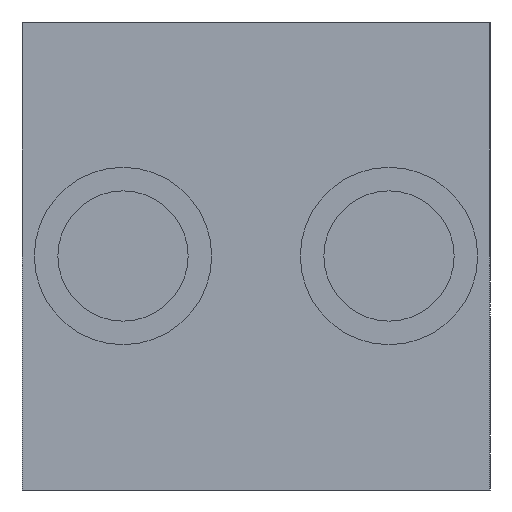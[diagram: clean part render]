
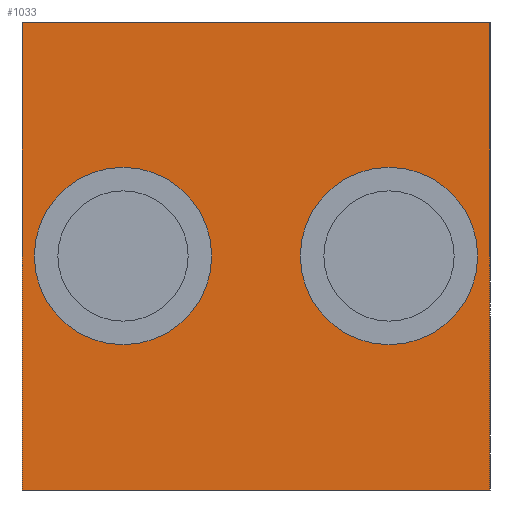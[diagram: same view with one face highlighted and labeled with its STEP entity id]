
A CAD part, left-side view. The second image highlights one B-rep face of the part: STEP entity #1033.
In plain terms, the highlighted planar face has unit normal (-1, 0, 0).
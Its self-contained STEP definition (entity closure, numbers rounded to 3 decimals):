
#1033 = ADVANCED_FACE( '', ( #2852, #2853, #2854 ), #2855, .F. );
#1167 = VERTEX_POINT( '', #3004 );
#1245 = VERTEX_POINT( '', #3090 );
#1263 = VERTEX_POINT( '', #3108 );
#1293 = VERTEX_POINT( '', #3140 );
#1573 = EDGE_CURVE( '', #1293, #1245, #3451, .T. );
#1661 = EDGE_CURVE( '', #1263, #1245, #3546, .T. );
#1687 = VERTEX_POINT( '', #3574 );
#1865 = EDGE_CURVE( '', #1167, #2569, #3777, .T. );
#1903 = VERTEX_POINT( '', #3820 );
#1909 = EDGE_CURVE( '', #1293, #2197, #3826, .T. );
#2197 = VERTEX_POINT( '', #4154 );
#2215 = EDGE_CURVE( '', #2197, #1263, #4175, .T. );
#2519 = EDGE_CURVE( '', #1687, #1903, #4520, .T. );
#2569 = VERTEX_POINT( '', #4577 );
#2659 = EDGE_CURVE( '', #2569, #1167, #4683, .T. );
#2695 = EDGE_CURVE( '', #1903, #1687, #4759, .T. );
#2852 = FACE_BOUND( '', #4948, .T. );
#2853 = FACE_BOUND( '', #4949, .T. );
#2854 = FACE_OUTER_BOUND( '', #4950, .T. );
#2855 = PLANE( '', #4951 );
#3004 = CARTESIAN_POINT( '', ( 790., 92.5, 92.5 ) );
#3090 = CARTESIAN_POINT( '', ( 790., 95., 45. ) );
#3108 = CARTESIAN_POINT( '', ( 790., 0., 45. ) );
#3140 = CARTESIAN_POINT( '', ( 790., 95., 140. ) );
#3451 = LINE( '', #5714, #5715 );
#3546 = LINE( '', #5840, #5841 );
#3574 = CARTESIAN_POINT( '', ( 790., 38.5, 92.5 ) );
#3777 = CIRCLE( '', #6130, 18. );
#3820 = CARTESIAN_POINT( '', ( 790., 2.5, 92.5 ) );
#3826 = LINE( '', #6193, #6194 );
#4154 = CARTESIAN_POINT( '', ( 790., 0., 140. ) );
#4175 = LINE( '', #6651, #6652 );
#4520 = CIRCLE( '', #7092, 18. );
#4577 = CARTESIAN_POINT( '', ( 790., 56.5, 92.5 ) );
#4683 = CIRCLE( '', #7301, 18. );
#4759 = CIRCLE( '', #7386, 18. );
#4948 = EDGE_LOOP( '', ( #7567, #7568 ) );
#4949 = EDGE_LOOP( '', ( #7569, #7570 ) );
#4950 = EDGE_LOOP( '', ( #7571, #7572, #7573, #7574 ) );
#4951 = AXIS2_PLACEMENT_3D( '', #7575, #7576, #7577 );
#5714 = CARTESIAN_POINT( '', ( 790., 95., 92.5 ) );
#5715 = VECTOR( '', #8236, 1. );
#5840 = CARTESIAN_POINT( '', ( 790., 47.5, 45. ) );
#5841 = VECTOR( '', #8348, 1. );
#6130 = AXIS2_PLACEMENT_3D( '', #8634, #8635, #8636 );
#6193 = CARTESIAN_POINT( '', ( 790., 47.5, 140. ) );
#6194 = VECTOR( '', #8698, 1. );
#6651 = CARTESIAN_POINT( '', ( 790., 0., 92.5 ) );
#6652 = VECTOR( '', #9142, 1. );
#7092 = AXIS2_PLACEMENT_3D( '', #9571, #9572, #9573 );
#7301 = AXIS2_PLACEMENT_3D( '', #9814, #9815, #9816 );
#7386 = AXIS2_PLACEMENT_3D( '', #9945, #9946, #9947 );
#7567 = ORIENTED_EDGE( '', *, *, #1865, .T. );
#7568 = ORIENTED_EDGE( '', *, *, #2659, .T. );
#7569 = ORIENTED_EDGE( '', *, *, #2519, .T. );
#7570 = ORIENTED_EDGE( '', *, *, #2695, .T. );
#7571 = ORIENTED_EDGE( '', *, *, #1573, .T. );
#7572 = ORIENTED_EDGE( '', *, *, #1661, .F. );
#7573 = ORIENTED_EDGE( '', *, *, #2215, .F. );
#7574 = ORIENTED_EDGE( '', *, *, #1909, .F. );
#7575 = CARTESIAN_POINT( '', ( 790., 47.5, 92.5 ) );
#7576 = DIRECTION( '', ( 1., 0., 0. ) );
#7577 = DIRECTION( '', ( 0., 0., -1. ) );
#8236 = DIRECTION( '', ( 0., 0., -1. ) );
#8348 = DIRECTION( '', ( 0., 1., 0. ) );
#8634 = CARTESIAN_POINT( '', ( 790., 74.5, 92.5 ) );
#8635 = DIRECTION( '', ( 1., 0., 0. ) );
#8636 = DIRECTION( '', ( 0., 1., 0. ) );
#8698 = DIRECTION( '', ( 0., -1., 0. ) );
#9142 = DIRECTION( '', ( 0., 0., -1. ) );
#9571 = CARTESIAN_POINT( '', ( 790., 20.5, 92.5 ) );
#9572 = DIRECTION( '', ( 1., 0., 0. ) );
#9573 = DIRECTION( '', ( 0., 1., 0. ) );
#9814 = CARTESIAN_POINT( '', ( 790., 74.5, 92.5 ) );
#9815 = DIRECTION( '', ( 1., 0., 0. ) );
#9816 = DIRECTION( '', ( 0., 1., 0. ) );
#9945 = CARTESIAN_POINT( '', ( 790., 20.5, 92.5 ) );
#9946 = DIRECTION( '', ( 1., 0., 0. ) );
#9947 = DIRECTION( '', ( 0., 1., 0. ) );
